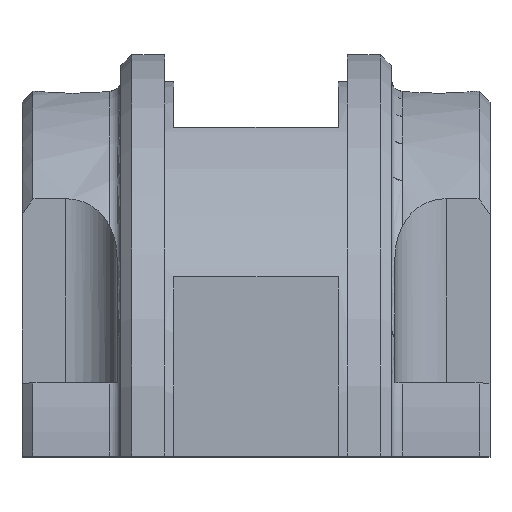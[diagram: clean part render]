
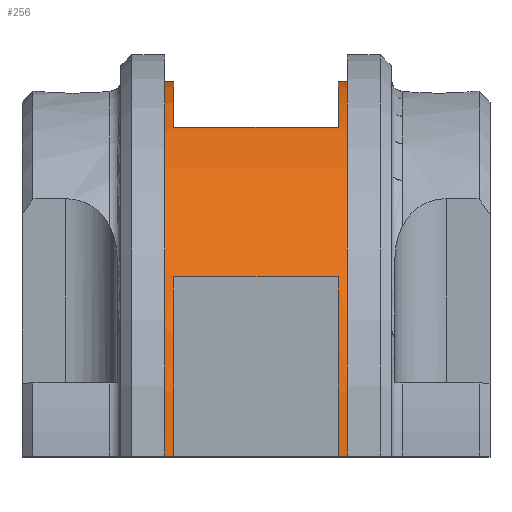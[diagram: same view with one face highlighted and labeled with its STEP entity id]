
A CAD part, top view. The second image highlights one B-rep face of the part: STEP entity #256.
In plain terms, the highlighted cylindrical face has radius 102.5 mm (diameter 205 mm), a partial arc.
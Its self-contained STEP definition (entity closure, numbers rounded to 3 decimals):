
#157=FACE_BOUND('',#587,.T.);
#158=FACE_BOUND('',#588,.T.);
#256=ADVANCED_FACE('',(#157,#158),#400,.T.);
#400=CYLINDRICAL_SURFACE('',#2700,102.5);
#587=EDGE_LOOP('',(#998,#999,#1000,#1001));
#588=EDGE_LOOP('',(#1002,#1003,#1004,#1005,#1006,#1007,#1008,#1009,#1010,
#1011,#1012,#1013));
#792=CIRCLE('',#2692,102.5);
#793=CIRCLE('',#2693,102.5);
#794=CIRCLE('',#2694,102.5);
#795=CIRCLE('',#2695,102.5);
#796=CIRCLE('',#2696,102.5);
#797=CIRCLE('',#2697,102.5);
#798=CIRCLE('',#2698,102.5);
#799=CIRCLE('',#2699,102.5);
#998=ORIENTED_EDGE('',*,*,#1968,.T.);
#999=ORIENTED_EDGE('',*,*,#1998,.T.);
#1000=ORIENTED_EDGE('',*,*,#1966,.T.);
#1001=ORIENTED_EDGE('',*,*,#1999,.T.);
#1002=ORIENTED_EDGE('',*,*,#2000,.T.);
#1003=ORIENTED_EDGE('',*,*,#2001,.T.);
#1004=ORIENTED_EDGE('',*,*,#2002,.T.);
#1005=ORIENTED_EDGE('',*,*,#2003,.T.);
#1006=ORIENTED_EDGE('',*,*,#2004,.F.);
#1007=ORIENTED_EDGE('',*,*,#2005,.T.);
#1008=ORIENTED_EDGE('',*,*,#2006,.T.);
#1009=ORIENTED_EDGE('',*,*,#2007,.T.);
#1010=ORIENTED_EDGE('',*,*,#2008,.F.);
#1011=ORIENTED_EDGE('',*,*,#2009,.F.);
#1012=ORIENTED_EDGE('',*,*,#2010,.T.);
#1013=ORIENTED_EDGE('',*,*,#2011,.T.);
#1705=VERTEX_POINT('',#3922);
#1706=VERTEX_POINT('',#3923);
#1707=VERTEX_POINT('',#3925);
#1708=VERTEX_POINT('',#3927);
#1738=VERTEX_POINT('',#3995);
#1739=VERTEX_POINT('',#3996);
#1740=VERTEX_POINT('',#3998);
#1741=VERTEX_POINT('',#4000);
#1742=VERTEX_POINT('',#4002);
#1743=VERTEX_POINT('',#4004);
#1744=VERTEX_POINT('',#4006);
#1745=VERTEX_POINT('',#4008);
#1746=VERTEX_POINT('',#4010);
#1747=VERTEX_POINT('',#4012);
#1748=VERTEX_POINT('',#4014);
#1749=VERTEX_POINT('',#4016);
#1966=EDGE_CURVE('',#1707,#1706,#2303,.T.);
#1968=EDGE_CURVE('',#1705,#1708,#2305,.T.);
#1998=EDGE_CURVE('',#1708,#1707,#792,.T.);
#1999=EDGE_CURVE('',#1706,#1705,#793,.T.);
#2000=EDGE_CURVE('',#1738,#1739,#2322,.T.);
#2001=EDGE_CURVE('',#1739,#1740,#794,.T.);
#2002=EDGE_CURVE('',#1740,#1741,#2323,.T.);
#2003=EDGE_CURVE('',#1741,#1742,#795,.T.);
#2004=EDGE_CURVE('',#1743,#1742,#2324,.T.);
#2005=EDGE_CURVE('',#1743,#1744,#796,.T.);
#2006=EDGE_CURVE('',#1744,#1745,#2325,.T.);
#2007=EDGE_CURVE('',#1745,#1746,#797,.T.);
#2008=EDGE_CURVE('',#1747,#1746,#2326,.T.);
#2009=EDGE_CURVE('',#1748,#1747,#798,.T.);
#2010=EDGE_CURVE('',#1748,#1749,#2327,.T.);
#2011=EDGE_CURVE('',#1749,#1738,#799,.T.);
#2303=LINE('',#3924,#2479);
#2305=LINE('',#3928,#2481);
#2322=LINE('',#3994,#2498);
#2323=LINE('',#3999,#2499);
#2324=LINE('',#4003,#2500);
#2325=LINE('',#4007,#2501);
#2326=LINE('',#4011,#2502);
#2327=LINE('',#4015,#2503);
#2479=VECTOR('',#3033,1.);
#2481=VECTOR('',#3035,1.);
#2498=VECTOR('',#3092,1.);
#2499=VECTOR('',#3095,1.);
#2500=VECTOR('',#3098,1.);
#2501=VECTOR('',#3101,1.);
#2502=VECTOR('',#3104,1.);
#2503=VECTOR('',#3107,1.);
#2692=AXIS2_PLACEMENT_3D('',#3992,#3088,#3089);
#2693=AXIS2_PLACEMENT_3D('',#3993,#3090,#3091);
#2694=AXIS2_PLACEMENT_3D('',#3997,#3093,#3094);
#2695=AXIS2_PLACEMENT_3D('',#4001,#3096,#3097);
#2696=AXIS2_PLACEMENT_3D('',#4005,#3099,#3100);
#2697=AXIS2_PLACEMENT_3D('',#4009,#3102,#3103);
#2698=AXIS2_PLACEMENT_3D('',#4013,#3105,#3106);
#2699=AXIS2_PLACEMENT_3D('',#4017,#3108,#3109);
#2700=AXIS2_PLACEMENT_3D('',#4018,#3110,#3111);
#3033=DIRECTION('',(1.,0.,0.));
#3035=DIRECTION('',(-1.,0.,0.));
#3088=DIRECTION('',(-1.,0.,0.));
#3089=DIRECTION('',(0.,0.,-1.));
#3090=DIRECTION('',(1.,0.,0.));
#3091=DIRECTION('',(0.,-1.,0.));
#3092=DIRECTION('',(-1.,0.,0.));
#3093=DIRECTION('',(-1.,0.,0.));
#3094=DIRECTION('',(0.,0.,-1.));
#3095=DIRECTION('',(-1.,0.,0.));
#3096=DIRECTION('',(1.,0.,0.));
#3097=DIRECTION('',(0.,0.,-1.));
#3098=DIRECTION('',(-1.,0.,0.));
#3099=DIRECTION('',(-1.,0.,0.));
#3100=DIRECTION('',(0.,0.,-1.));
#3101=DIRECTION('',(1.,0.,0.));
#3102=DIRECTION('',(1.,0.,0.));
#3103=DIRECTION('',(0.,0.,1.));
#3104=DIRECTION('',(-1.,0.,0.));
#3105=DIRECTION('',(1.,0.,0.));
#3106=DIRECTION('',(0.,0.,-1.));
#3107=DIRECTION('',(-1.,0.,0.));
#3108=DIRECTION('',(1.,0.,0.));
#3109=DIRECTION('',(0.,0.,1.));
#3110=DIRECTION('',(1.,0.,0.));
#3111=DIRECTION('',(0.,0.,1.));
#3922=CARTESIAN_POINT('',(26.25,90.,49.054));
#3923=CARTESIAN_POINT('',(26.25,90.,-49.054));
#3924=CARTESIAN_POINT('',(3.75,90.,-49.054));
#3925=CARTESIAN_POINT('',(-18.75,90.,-49.054));
#3927=CARTESIAN_POINT('',(-18.75,90.,49.054));
#3928=CARTESIAN_POINT('',(3.75,90.,49.054));
#3992=CARTESIAN_POINT('',(-18.75,0.,0.));
#3993=CARTESIAN_POINT('',(26.25,0.,0.));
#3994=CARTESIAN_POINT('',(3.75,49.054,-90.));
#3995=CARTESIAN_POINT('',(26.25,49.054,-90.));
#3996=CARTESIAN_POINT('',(-18.75,49.054,-90.));
#3997=CARTESIAN_POINT('',(-18.75,0.,0.));
#3998=CARTESIAN_POINT('',(-18.75,0.,-102.5));
#3999=CARTESIAN_POINT('',(28.75,0.,-102.5));
#4000=CARTESIAN_POINT('',(-21.25,0.,-102.5));
#4001=CARTESIAN_POINT('',(-21.25,0.,0.));
#4002=CARTESIAN_POINT('',(-21.25,0.,102.5));
#4003=CARTESIAN_POINT('',(28.75,0.,102.5));
#4004=CARTESIAN_POINT('',(-18.75,0.,102.5));
#4005=CARTESIAN_POINT('',(-18.75,0.,0.));
#4006=CARTESIAN_POINT('',(-18.75,49.054,90.));
#4007=CARTESIAN_POINT('',(3.75,49.054,90.));
#4008=CARTESIAN_POINT('',(26.25,49.054,90.));
#4009=CARTESIAN_POINT('',(26.25,0.,0.));
#4010=CARTESIAN_POINT('',(26.25,0.,102.5));
#4011=CARTESIAN_POINT('',(28.75,0.,102.5));
#4012=CARTESIAN_POINT('',(28.75,0.,102.5));
#4013=CARTESIAN_POINT('',(28.75,0.,0.));
#4014=CARTESIAN_POINT('',(28.75,0.,-102.5));
#4015=CARTESIAN_POINT('',(28.75,0.,-102.5));
#4016=CARTESIAN_POINT('',(26.25,0.,-102.5));
#4017=CARTESIAN_POINT('',(26.25,0.,0.));
#4018=CARTESIAN_POINT('',(3.75,0.,0.));
